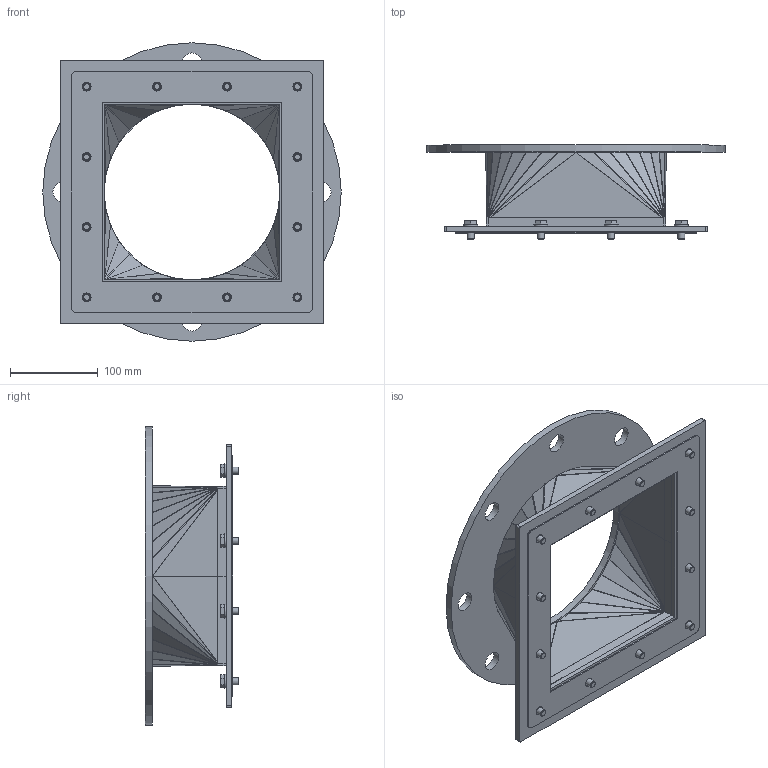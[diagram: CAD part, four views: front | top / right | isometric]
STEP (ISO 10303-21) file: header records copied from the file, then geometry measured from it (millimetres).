
FILE_DESCRIPTION(/* description */ (''),/* implementation_level */ '2;1');
FILE_NAME(/* name */ 'A564_030000.stp',/* time_stamp */ '2019-04-30T14:04:46+02:00',/* author */ ('pw'),/* organization */ (''),/* preprocessor_version */ 'ST-DEVELOPER v16.5',/* originating_system */ 'Autodesk Inventor 2017',/* authorisation */ '');
FILE_SCHEMA (('AUTOMOTIVE_DESIGN { 1 0 10303 214 3 1 1 }'));
Length unit declared in the file: millimetre
Products named in the file (1): A564_030000
Bounding box: 340 x 106.9 x 340 mm (x, y, z)
Volume: 940732 mm3; surface area: 384022.6 mm2
Topology: 2 solids, 2 shells, 747 faces, 1532 edges, 856 vertices
Faces by surface type: plane 305, cylinder 198, bspline 148, cone 96
Full cylindrical faces by diameter (mm): 7.323 x12, 8 x12, 8.4 x12, 10 x36, 11.4 x12, 16 x12, 22 x8, 200 x1, 340 x1
Entity records: 20775 total; most frequent: CARTESIAN_POINT 5850, DIRECTION 2790, ORIENTED_EDGE 2740, EDGE_CURVE 1370, AXIS2_PLACEMENT_3D 1052, EDGE_LOOP 972, VERTEX_POINT 824, STYLED_ITEM 749
